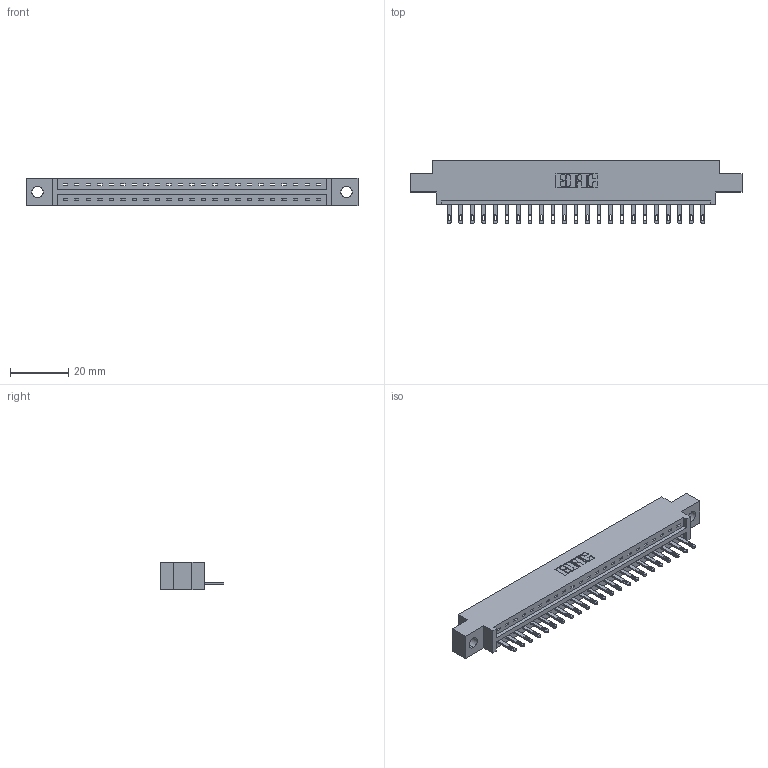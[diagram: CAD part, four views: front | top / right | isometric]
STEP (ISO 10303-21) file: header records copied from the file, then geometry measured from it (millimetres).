
FILE_DESCRIPTION (( 'STEP AP203' ), '1' );
FILE_NAME ('887-023-500-604.STEP', '2020-09-20T18:54:43', ( '' ), ( '' ), 'SwSTEP 2.0', 'SolidWorks 2020', '' );
FILE_SCHEMA (( 'CONFIG_CONTROL_DESIGN' ));
Length unit declared in the file: inch
Products named in the file (3): 345-292-001_345-293-100; 837 Part_0.170 Offset - 0.156 Dia-TH; 887-023-500-604
Assembly tree (24 placements, depth 2):
  887-023-500-604
    837 Part_0.170 Offset - 0.156 Dia-TH
    345-292-001_345-293-100  x23
Bounding box: 114.15 x 21.85 x 9.4 mm (x, y, z)
Volume: 11434.8 mm3; surface area: 11656.2 mm2
Topology: 24 solids, 24 shells, 1452 faces, 4463 edges, 2974 vertices
Faces by surface type: plane 994, cylinder 458
Entity records: 19619 total; most frequent: CARTESIAN_POINT 3423, ORIENTED_EDGE 3382, DIRECTION 2921, EDGE_CURVE 1691, VECTOR 1559, LINE 1559, VERTEX_POINT 1126, AXIS2_PLACEMENT_3D 681
